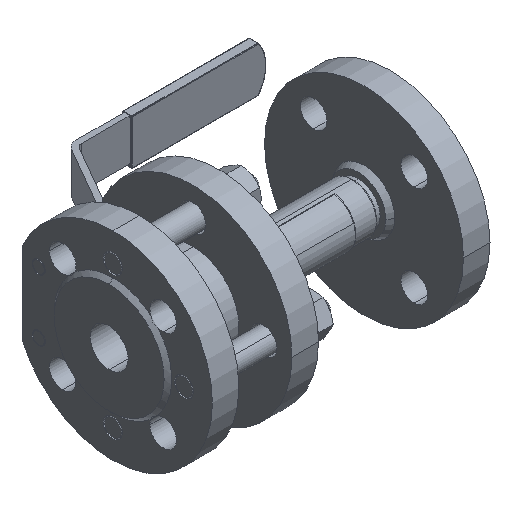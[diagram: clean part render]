
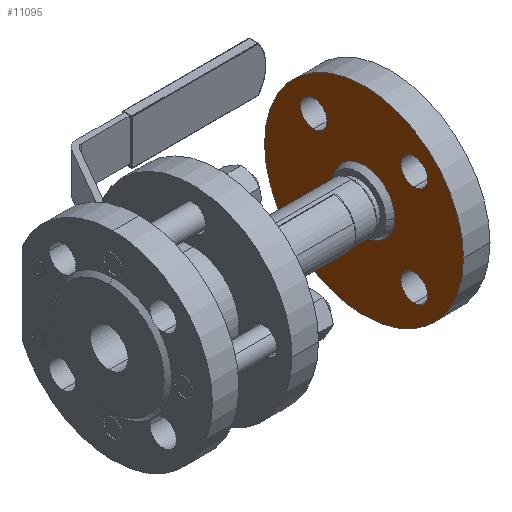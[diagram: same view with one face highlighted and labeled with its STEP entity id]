
A CAD part, isometric view. The second image highlights one B-rep face of the part: STEP entity #11095.
In plain terms, the highlighted planar face has unit normal (-1, 0, 0).
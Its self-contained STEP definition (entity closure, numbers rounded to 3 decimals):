
#3869=CARTESIAN_POINT('',(104.5,-73.5,0.));
#3870=VERTEX_POINT('',#3869);
#3886=CARTESIAN_POINT('',(104.5,31.5,0.));
#3887=VERTEX_POINT('',#3886);
#3894=CARTESIAN_POINT('',(104.5,-21.,0.));
#3895=DIRECTION('',(-1.0,0.0,0.0));
#3896=DIRECTION('',(0.0,-1.0,0.0));
#3897=AXIS2_PLACEMENT_3D('',#3894,#3895,#3896);
#3898=CIRCLE('',#3897,52.5);
#3899=EDGE_CURVE('',#3870,#3887,#3898,.T.);
#3909=CARTESIAN_POINT('',(104.5,-37.232,0.));
#3910=VERTEX_POINT('',#3909);
#3919=CARTESIAN_POINT('',(104.5,-4.768,0.));
#3920=VERTEX_POINT('',#3919);
#3921=CARTESIAN_POINT('',(104.5,-21.,0.));
#3922=DIRECTION('',(-1.0,0.0,0.0));
#3923=DIRECTION('',(0.0,-1.0,0.0));
#3924=AXIS2_PLACEMENT_3D('',#3921,#3922,#3923);
#3925=CIRCLE('',#3924,16.232);
#3926=EDGE_CURVE('',#3910,#3920,#3925,.T.);
#4064=CARTESIAN_POINT('',(104.5,5.517,-19.517));
#4065=VERTEX_POINT('',#4064);
#4105=CARTESIAN_POINT('',(104.5,5.517,-33.517));
#4106=VERTEX_POINT('',#4105);
#4113=CARTESIAN_POINT('',(104.5,5.517,-26.517));
#4114=DIRECTION('',(1.0,0.0,0.0));
#4115=DIRECTION('',(0.0,0.0,1.0));
#4116=AXIS2_PLACEMENT_3D('',#4113,#4114,#4115);
#4117=CIRCLE('',#4116,7.);
#4118=EDGE_CURVE('',#4065,#4106,#4117,.T.);
#4151=CARTESIAN_POINT('',(104.5,-47.517,33.517));
#4152=VERTEX_POINT('',#4151);
#4168=CARTESIAN_POINT('',(104.5,-47.517,19.517));
#4169=VERTEX_POINT('',#4168);
#4176=CARTESIAN_POINT('',(104.5,-47.517,26.517));
#4177=DIRECTION('',(1.0,0.0,0.0));
#4178=DIRECTION('',(0.0,0.0,1.0));
#4179=AXIS2_PLACEMENT_3D('',#4176,#4177,#4178);
#4180=CIRCLE('',#4179,7.);
#4181=EDGE_CURVE('',#4152,#4169,#4180,.T.);
#4214=CARTESIAN_POINT('',(104.5,-47.517,-19.517));
#4215=VERTEX_POINT('',#4214);
#4231=CARTESIAN_POINT('',(104.5,-47.517,-33.517));
#4232=VERTEX_POINT('',#4231);
#4239=CARTESIAN_POINT('',(104.5,-47.517,-26.517));
#4240=DIRECTION('',(1.0,0.0,0.0));
#4241=DIRECTION('',(0.0,0.0,1.0));
#4242=AXIS2_PLACEMENT_3D('',#4239,#4240,#4241);
#4243=CIRCLE('',#4242,7.);
#4244=EDGE_CURVE('',#4215,#4232,#4243,.T.);
#4277=CARTESIAN_POINT('',(104.5,5.517,33.517));
#4278=VERTEX_POINT('',#4277);
#4318=CARTESIAN_POINT('',(104.5,5.517,19.517));
#4319=VERTEX_POINT('',#4318);
#4326=CARTESIAN_POINT('',(104.5,5.517,26.517));
#4327=DIRECTION('',(1.0,0.0,0.0));
#4328=DIRECTION('',(0.0,0.0,1.0));
#4329=AXIS2_PLACEMENT_3D('',#4326,#4327,#4328);
#4330=CIRCLE('',#4329,7.);
#4331=EDGE_CURVE('',#4278,#4319,#4330,.T.);
#10780=CARTESIAN_POINT('',(104.5,5.517,26.517));
#10781=DIRECTION('',(1.0,0.0,0.0));
#10782=DIRECTION('',(0.0,0.0,1.0));
#10783=AXIS2_PLACEMENT_3D('',#10780,#10781,#10782);
#10784=CIRCLE('',#10783,7.);
#10785=EDGE_CURVE('',#4319,#4278,#10784,.T.);
#10825=CARTESIAN_POINT('',(104.5,-47.517,-26.517));
#10826=DIRECTION('',(1.0,0.0,0.0));
#10827=DIRECTION('',(0.0,0.0,1.0));
#10828=AXIS2_PLACEMENT_3D('',#10825,#10826,#10827);
#10829=CIRCLE('',#10828,7.);
#10830=EDGE_CURVE('',#4232,#4215,#10829,.T.);
#10878=CARTESIAN_POINT('',(104.5,-47.517,26.517));
#10879=DIRECTION('',(1.0,0.0,0.0));
#10880=DIRECTION('',(0.0,0.0,1.0));
#10881=AXIS2_PLACEMENT_3D('',#10878,#10879,#10880);
#10882=CIRCLE('',#10881,7.);
#10883=EDGE_CURVE('',#4169,#4152,#10882,.T.);
#10931=CARTESIAN_POINT('',(104.5,5.517,-26.517));
#10932=DIRECTION('',(1.0,0.0,0.0));
#10933=DIRECTION('',(0.0,0.0,1.0));
#10934=AXIS2_PLACEMENT_3D('',#10931,#10932,#10933);
#10935=CIRCLE('',#10934,7.);
#10936=EDGE_CURVE('',#4106,#4065,#10935,.T.);
#11054=CARTESIAN_POINT('',(104.5,-55.366,0.));
#11055=DIRECTION('',(-1.0,0.0,0.0));
#11056=DIRECTION('',(0.0,0.0,-1.0));
#11057=AXIS2_PLACEMENT_3D('',#11054,#11055,#11056);
#11058=PLANE('',#11057);
#11059=ORIENTED_EDGE('',*,*,#3899,.T.);
#11060=CARTESIAN_POINT('',(104.5,-21.,0.));
#11061=DIRECTION('',(-1.0,0.0,0.0));
#11062=DIRECTION('',(0.0,-1.0,0.0));
#11063=AXIS2_PLACEMENT_3D('',#11060,#11061,#11062);
#11064=CIRCLE('',#11063,52.5);
#11065=EDGE_CURVE('',#3887,#3870,#11064,.T.);
#11066=ORIENTED_EDGE('',*,*,#11065,.T.);
#11067=EDGE_LOOP('',(#11059,#11066));
#11068=FACE_OUTER_BOUND('',#11067,.T.);
#11069=ORIENTED_EDGE('',*,*,#4331,.T.);
#11070=ORIENTED_EDGE('',*,*,#10785,.T.);
#11071=EDGE_LOOP('',(#11069,#11070));
#11072=FACE_BOUND('',#11071,.T.);
#11073=ORIENTED_EDGE('',*,*,#4244,.T.);
#11074=ORIENTED_EDGE('',*,*,#10830,.T.);
#11075=EDGE_LOOP('',(#11073,#11074));
#11076=FACE_BOUND('',#11075,.T.);
#11077=ORIENTED_EDGE('',*,*,#4181,.T.);
#11078=ORIENTED_EDGE('',*,*,#10883,.T.);
#11079=EDGE_LOOP('',(#11077,#11078));
#11080=FACE_BOUND('',#11079,.T.);
#11081=ORIENTED_EDGE('',*,*,#4118,.T.);
#11082=ORIENTED_EDGE('',*,*,#10936,.T.);
#11083=EDGE_LOOP('',(#11081,#11082));
#11084=FACE_BOUND('',#11083,.T.);
#11085=ORIENTED_EDGE('',*,*,#3926,.F.);
#11086=CARTESIAN_POINT('',(104.5,-21.,0.));
#11087=DIRECTION('',(-1.0,0.0,0.0));
#11088=DIRECTION('',(0.0,-1.0,0.0));
#11089=AXIS2_PLACEMENT_3D('',#11086,#11087,#11088);
#11090=CIRCLE('',#11089,16.232);
#11091=EDGE_CURVE('',#3920,#3910,#11090,.T.);
#11092=ORIENTED_EDGE('',*,*,#11091,.F.);
#11093=EDGE_LOOP('',(#11085,#11092));
#11094=FACE_BOUND('',#11093,.T.);
#11095=ADVANCED_FACE('',(#11068,#11072,#11076,#11080,#11084,#11094),#11058,.T.);
